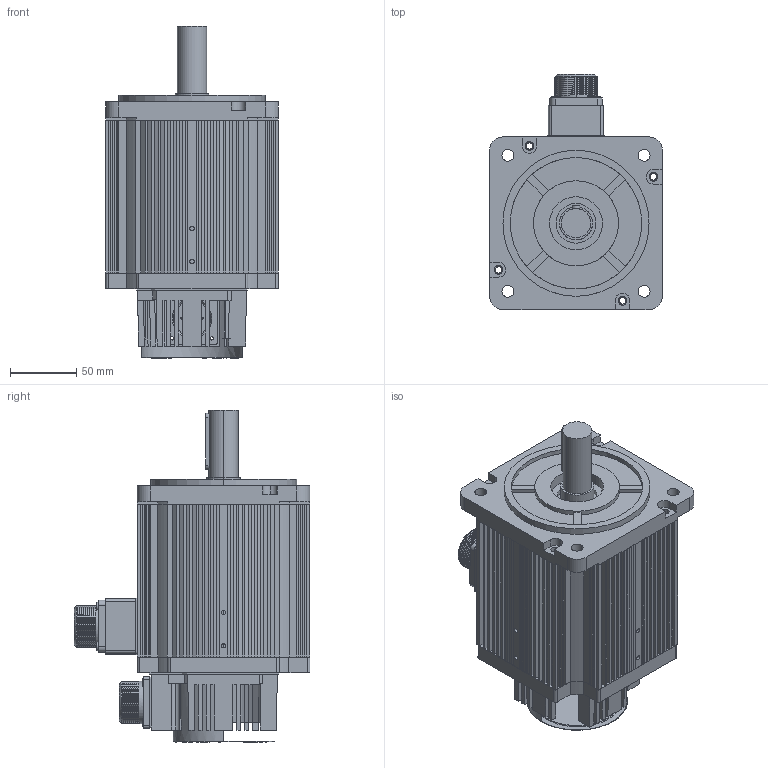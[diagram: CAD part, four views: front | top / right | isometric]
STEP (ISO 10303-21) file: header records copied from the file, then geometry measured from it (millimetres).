
FILE_DESCRIPTION (( 'STEP AP203' ), '1' );
FILE_NAME ('z130 1.8kW.STEP', '2010-04-02T05:18:00', ( '' ), ( '' ), 'SwSTEP 2.0', 'SolidWorks 2011', '' );
FILE_SCHEMA (( 'CONFIG_CONTROL_DESIGN' ));
Products named in the file (1): z130 1.8kW
Bounding box: 130 x 177.5 x 250 mm (x, y, z)
Surface area: 308869.2 mm2 (no closed solid volume)
Topology: 0 solids, 18 shells, 787 faces, 2480 edges, 1675 vertices
Faces by surface type: plane 480, cylinder 274, bspline 26, cone 7
Entity records: 35886 total; most frequent: CARTESIAN_POINT 14424, ORIENTED_EDGE 4475, DIRECTION 4184, EDGE_CURVE 2448, VERTEX_POINT 1675, LINE 1602, VECTOR 1602, AXIS2_PLACEMENT_3D 1291
